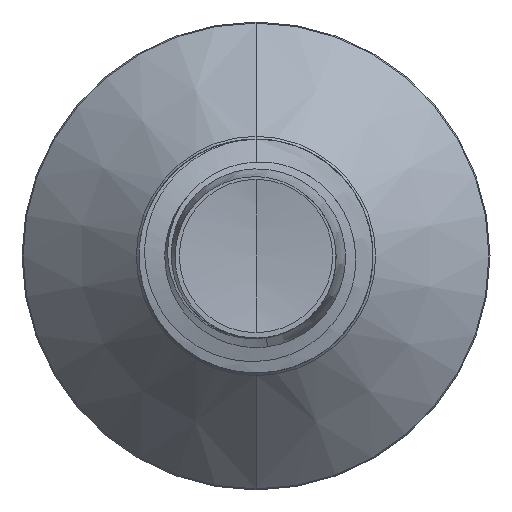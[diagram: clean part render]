
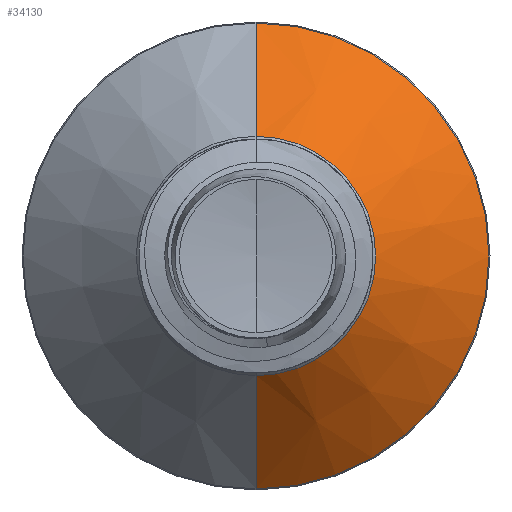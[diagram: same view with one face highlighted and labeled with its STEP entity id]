
A CAD part, front view. The second image highlights one B-rep face of the part: STEP entity #34130.
In plain terms, the highlighted conical face has half-angle 45 degrees and reference radius 2.302 mm.
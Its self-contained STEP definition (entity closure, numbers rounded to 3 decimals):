
#2094 = VECTOR ( 'NONE', #16422, 1000. ) ;
#2290 = DIRECTION ( 'NONE',  ( 0., 0., 1. ) ) ;
#2460 = DIRECTION ( 'NONE',  ( 0., 0.707, 0.707 ) ) ;
#2920 = DIRECTION ( 'NONE',  ( 0., 1., 0. ) ) ;
#4938 = DIRECTION ( 'NONE',  ( 0., 0., 1. ) ) ;
#5011 = CARTESIAN_POINT ( 'NONE',  ( 0., 13.102, 2.302 ) ) ;
#5456 = CIRCLE ( 'NONE', #13952, 2.302 ) ;
#6682 = ORIENTED_EDGE ( 'NONE', *, *, #28919, .T. ) ;
#9107 = LINE ( 'NONE', #14693, #2094 ) ;
#9972 = ORIENTED_EDGE ( 'NONE', *, *, #12308, .F. ) ;
#10820 = CARTESIAN_POINT ( 'NONE',  ( 0., 15.28, -4.48 ) ) ;
#11231 = ORIENTED_EDGE ( 'NONE', *, *, #21109, .T. ) ;
#12308 = EDGE_CURVE ( 'NONE', #18249, #32263, #31508, .T. ) ;
#13292 = VECTOR ( 'NONE', #2460, 1000. ) ;
#13930 = AXIS2_PLACEMENT_3D ( 'NONE', #23463, #20922, #4938 ) ;
#13952 = AXIS2_PLACEMENT_3D ( 'NONE', #33889, #18154, #2290 ) ;
#14693 = CARTESIAN_POINT ( 'NONE',  ( 0., 13.102, -2.302 ) ) ;
#16422 = DIRECTION ( 'NONE',  ( 0., 0.707, -0.707 ) ) ;
#16640 = CONICAL_SURFACE ( 'NONE', #13930, 2.302, 0.785 ) ;
#18154 = DIRECTION ( 'NONE',  ( 0., 1., 0. ) ) ;
#18249 = VERTEX_POINT ( 'NONE', #27271 ) ;
#18790 = CARTESIAN_POINT ( 'NONE',  ( 0., 15.28, 0. ) ) ;
#19329 = CARTESIAN_POINT ( 'NONE',  ( 0., 13.102, -2.302 ) ) ;
#20110 = CARTESIAN_POINT ( 'NONE',  ( 0., 13.102, 2.302 ) ) ;
#20922 = DIRECTION ( 'NONE',  ( 0., 1., 0. ) ) ;
#21109 = EDGE_CURVE ( 'NONE', #33528, #28253, #5456, .T. ) ;
#21456 = DIRECTION ( 'NONE',  ( 0., 0., 1. ) ) ;
#23463 = CARTESIAN_POINT ( 'NONE',  ( 0., 13.102, 0. ) ) ;
#24036 = EDGE_LOOP ( 'NONE', ( #11231, #6682, #9972, #27786 ) ) ;
#26749 = EDGE_CURVE ( 'NONE', #33528, #18249, #27351, .T. ) ;
#27271 = CARTESIAN_POINT ( 'NONE',  ( 0., 15.28, 4.48 ) ) ;
#27351 = LINE ( 'NONE', #5011, #13292 ) ;
#27786 = ORIENTED_EDGE ( 'NONE', *, *, #26749, .F. ) ;
#28253 = VERTEX_POINT ( 'NONE', #19329 ) ;
#28919 = EDGE_CURVE ( 'NONE', #28253, #32263, #9107, .T. ) ;
#29594 = AXIS2_PLACEMENT_3D ( 'NONE', #18790, #2920, #21456 ) ;
#31450 = FACE_OUTER_BOUND ( 'NONE', #24036, .T. ) ;
#31508 = CIRCLE ( 'NONE', #29594, 4.48 ) ;
#32263 = VERTEX_POINT ( 'NONE', #10820 ) ;
#33528 = VERTEX_POINT ( 'NONE', #20110 ) ;
#33889 = CARTESIAN_POINT ( 'NONE',  ( 0., 13.102, 0. ) ) ;
#34130 = ADVANCED_FACE ( 'NONE', ( #31450 ), #16640, .T. ) ;
